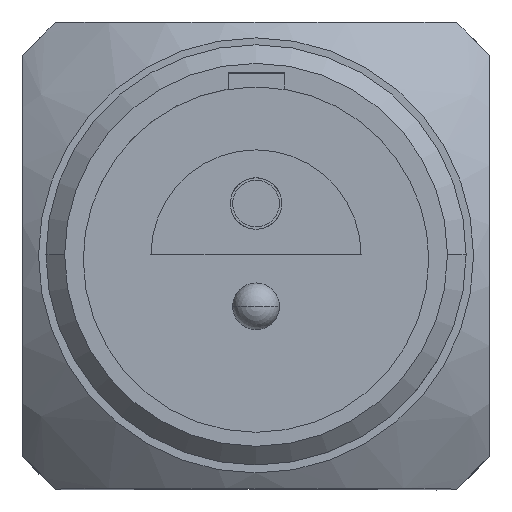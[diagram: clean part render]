
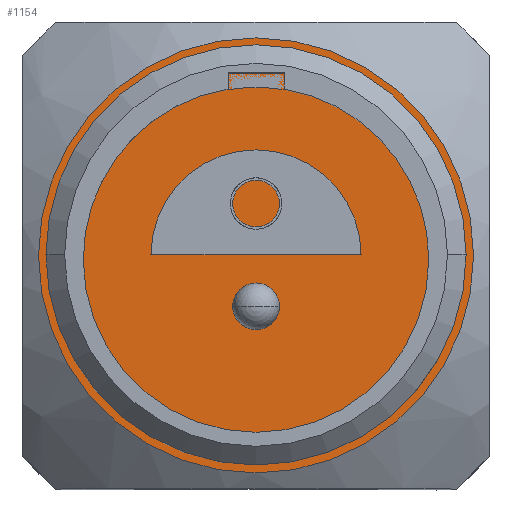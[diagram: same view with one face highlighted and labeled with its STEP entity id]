
A CAD part, top view. The second image highlights one B-rep face of the part: STEP entity #1154.
In plain terms, the highlighted planar face has unit normal (0, 0, 1).
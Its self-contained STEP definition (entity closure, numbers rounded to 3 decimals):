
#390=CARTESIAN_POINT('',(-4.66,0.,8.8));
#391=VERTEX_POINT('',#390);
#392=CARTESIAN_POINT('',(0.,0.,8.8));
#393=DIRECTION('',(0.0,0.0,1.0));
#394=DIRECTION('',(1.0,0.0,0.0));
#395=AXIS2_PLACEMENT_3D('',#392,#393,#394);
#396=CIRCLE('',#395,4.66);
#397=EDGE_CURVE('',#391,#391,#396,.T.);
#1146=CARTESIAN_POINT('',(0.,0.,8.8));
#1147=DIRECTION('',(0.0,0.0,1.0));
#1148=DIRECTION('',(0.0,-1.0,0.0));
#1149=AXIS2_PLACEMENT_3D('',#1146,#1147,#1148);
#1150=PLANE('',#1149);
#1151=ORIENTED_EDGE('',*,*,#397,.T.);
#1152=EDGE_LOOP('',(#1151));
#1153=FACE_OUTER_BOUND('',#1152,.T.);
#1154=ADVANCED_FACE('',(#1153),#1150,.T.);
